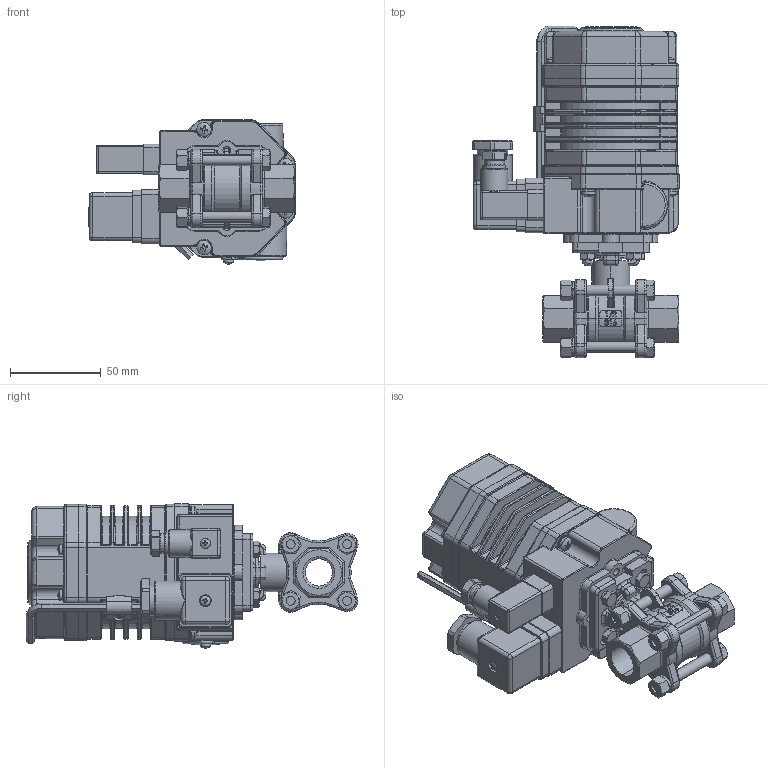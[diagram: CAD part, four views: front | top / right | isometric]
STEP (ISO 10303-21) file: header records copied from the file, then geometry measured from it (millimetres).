
FILE_DESCRIPTION(/* description */ ('Unknown'),/* implementation_level */ '2;1');
FILE_NAME(/* name */ 'AE01_02 9336-04',/* time_stamp */ '2024-06-18T10:49:25+02:00',/* author */ ('Unknown'),/* organization */ ('Unknown'),/* preprocessor_version */ 'ST-DEVELOPER v19.4',/* originating_system */ 'Solid Edge',/* authorisation */ 'Unknown');
FILE_SCHEMA (('CONFIG_CONTROL_DESIGN','INTEGRATED_CNC_SCHEMA','AUTOMOTIVE_DESIGN {1 0 10303 214 3 1 1}'));
Products named in the file (38): AE01_02 9336-04; 9336-04_oa_0; MV-83H-T(J)-DN15; MV-83B-G(J)-DN15; MV-83-Z-DN15; MV-83-DD-DN15; MV-83-LM-DN15; MV-83-FS-DN15; MV-83-LZ-DN15; Spring lock washers--Normal type GB_GB_FASTENER_WASHER_SW 6; Hexagon nuts grade C GB_GB_FASTENER_NUT_SNC1 M6-N; DIN 933 M5x14 A2-70 BLK_EDST; AE01_AE02_(AE20_23); BQ02-011-2 喘謫眊; 狟粣創杶; 驱动轴; BQ02-036 忒梟裔; 躇猾祧菜; 52.5萇儂褲; BQ02萇ァ裔B; 躇猾菜; 售忒釱; 售忒; 滅阨諉芛-d; 滅阨諉芛-2; 坋趼蹟隊M4X16; 坋趼蹟隊M4X16_GB_CROSS_SCREWS_TYPE1 M4X12-12  H type-N; 粟菜 4_GB_FASTENER_WASHER_SSWL 4; す菜 4_GB_FASTENER_WASHER_PWSA 4; 坋趼蹟隊M3X14; 坋趼蹟隊M3X14_GB_CROSS_SCREWS_TYPE1 M3X14-14  H type-N; 粟菜 3_GB_FASTENER_WASHER_SSWL 3; す菜 3_GB_FASTENER_WASHER_PWSA 3; 坋趼蹟隊M3X8_GB_CROSS_SCREWS_TYPE1 M3X14-14  H type-N; 坋趼蹟隊M3X6_GB_CROSS_SCREWS_TYPE1 M3X14-14  H type-N; 硌尨攫; 硌渀; BQ02硌尨敦B
Assembly tree (61 placements, depth 4):
  AE01_02 9336-04
    9336-04_oa_0
      MV-83H-T(J)-DN15
      MV-83B-G(J)-DN15  x2
      MV-83-Z-DN15
      MV-83-DD-DN15  x2
      MV-83-LM-DN15
      MV-83-FS-DN15
      MV-83-LZ-DN15  x4
      Spring lock washers--Normal type GB_GB_FASTENER_WASHER_SW 6  x4
      Hexagon nuts grade C GB_GB_FASTENER_NUT_SNC1 M6-N  x4
    DIN 933 M5x14 A2-70 BLK_EDST  x4
    AE01_AE02_(AE20_23)
      BQ02-011-2 喘謫眊
      狟粣創杶
      驱动轴
      BQ02-036 忒梟裔
      躇猾祧菜
      52.5萇儂褲
      BQ02萇ァ裔B
      躇猾菜
      售忒釱
      售忒
      滅阨諉芛-d
      滅阨諉芛-2
      坋趼蹟隊M4X16  x4
        坋趼蹟隊M4X16_GB_CROSS_SCREWS_TYPE1 M4X12-12  H type-N
        粟菜 4_GB_FASTENER_WASHER_SSWL 4
        す菜 4_GB_FASTENER_WASHER_PWSA 4
      坋趼蹟隊M3X14  x4
        坋趼蹟隊M3X14_GB_CROSS_SCREWS_TYPE1 M3X14-14  H type-N
        粟菜 3_GB_FASTENER_WASHER_SSWL 3
        す菜 3_GB_FASTENER_WASHER_PWSA 3
      坋趼蹟隊M3X8_GB_CROSS_SCREWS_TYPE1 M3X14-14  H type-N  x4
      坋趼蹟隊M3X6_GB_CROSS_SCREWS_TYPE1 M3X14-14  H type-N  x2
      硌尨攫
      硌渀
      BQ02硌尨敦B
Bounding box: 113.8 x 182.91 x 79.37 mm (x, y, z)
Volume: 278605.9 mm3; surface area: 176280.1 mm2
Topology: 69 solids, 69 shells, 3454 faces, 8432 edges, 5148 vertices
Faces by surface type: cylinder 1306, plane 1225, torus 390, bspline 259, cone 189, sphere 85
Full cylindrical faces by diameter (mm): 2.5 x21, 3 x11, 3.102 x1, 3.2 x5, 3.3 x16, 3.4 x4, 3.5 x16, 4 x7, 4.2 x8, 4.3 x4, 4.4 x4, 4.5 x4, 4.7 x2, 5 x12, 5.4 x4, 5.5 x1, 5.6 x10, 6 x7, 6.5 x1, 6.8 x4, 8 x12, 10.9 x1, 11 x2, 12.5 x1, 13 x3, 15 x1, 16 x3, 16.8 x1, 18 x2, 19 x3
Entity records: 105352 total; most frequent: CARTESIAN_POINT 31346, DIRECTION 13894, ORIENTED_EDGE 13482, EDGE_CURVE 6741, AXIS2_PLACEMENT_3D 5546, VERTEX_POINT 4284, FACE_BOUND 3375, EDGE_LOOP 3334
